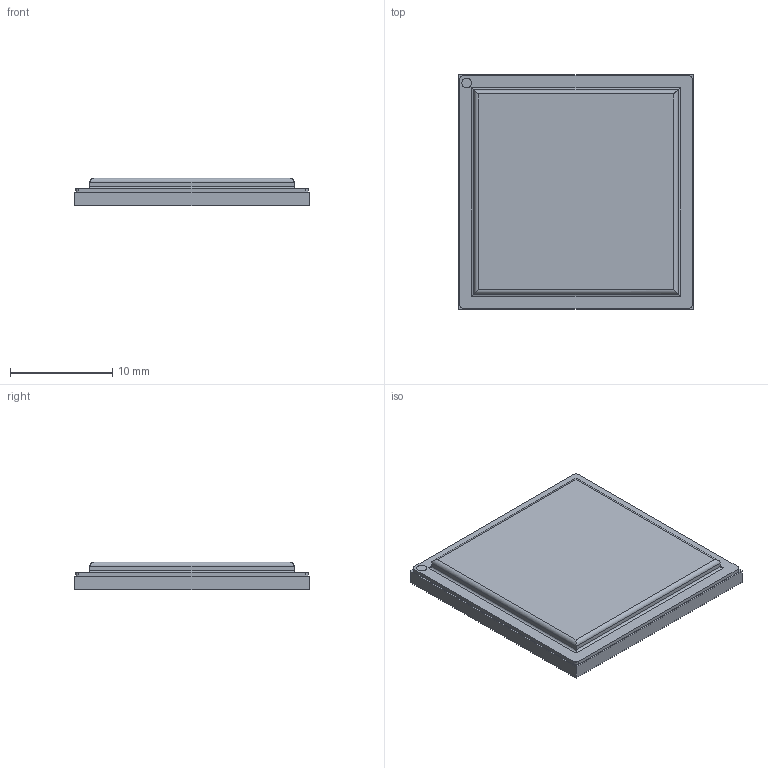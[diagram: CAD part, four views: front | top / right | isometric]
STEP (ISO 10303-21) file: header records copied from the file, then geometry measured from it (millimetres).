
FILE_DESCRIPTION (( 'STEP AP214' ), '1' );
FILE_NAME ('User Library-BGA-784.STEP', '2020-12-09T06:08:30', ( '' ), ( '' ), 'SwSTEP 2.0', 'SolidWorks 2020', '' );
FILE_SCHEMA (( 'AUTOMOTIVE_DESIGN' ));
Length unit declared in the file: millimetre
Products named in the file (1): User Library-BGA-784
Bounding box: 23 x 23 x 2.72 mm (x, y, z)
Volume: 1303.7 mm3; surface area: 1275.1 mm2
Topology: 1 solids, 1 shells, 31 faces, 70 edges, 44 vertices
Faces by surface type: plane 17, cylinder 14
Entity records: 985 total; most frequent: CARTESIAN_POINT 170, ORIENTED_EDGE 140, DIRECTION 138, EDGE_CURVE 70, LINE 50, VECTOR 50, AXIS2_PLACEMENT_3D 44, VERTEX_POINT 44
